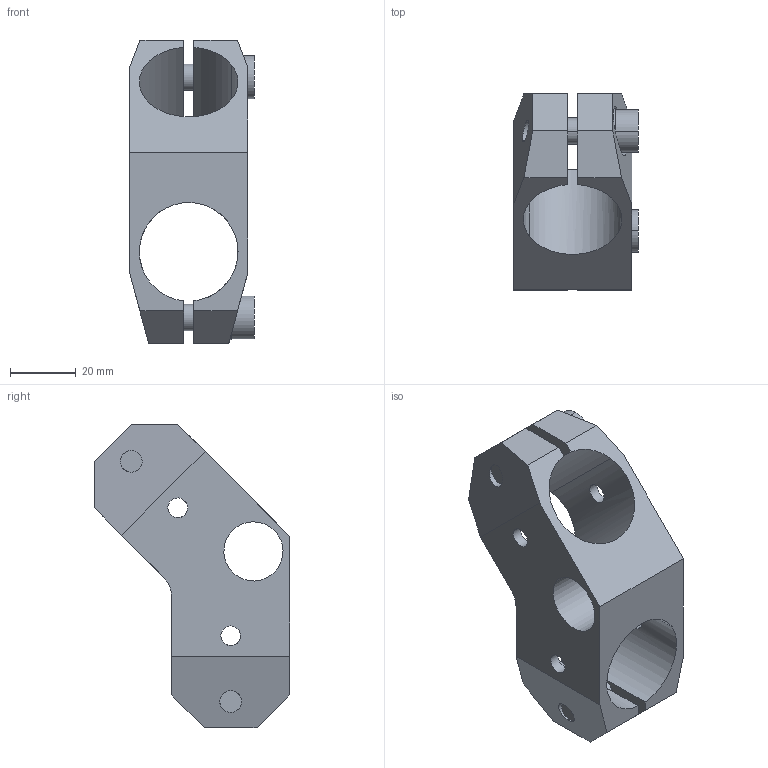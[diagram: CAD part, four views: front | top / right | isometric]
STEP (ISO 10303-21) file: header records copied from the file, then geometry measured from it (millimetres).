
FILE_DESCRIPTION(('CATIA V5 STEP'),'2;1');
FILE_NAME('AEGT144.stp','2018-07-30T00:09:18+00:00',('none'),('none'),'CATIA Version 5 Release 21 GA (IN-10)','CATIA V5 STEP AP214','none');
FILE_SCHEMA(('AUTOMOTIVE_DESIGN { 1 0 10303 214 1 1 1 1 }'));
Length unit declared in the file: millimetre
Products named in the file (1): AEGT144
Bounding box: 38 x 59.56 x 92.35 mm (x, y, z)
Volume: 55949.4 mm3; surface area: 23486.8 mm2
Topology: 1 solids, 1 shells, 79 faces, 201 edges, 134 vertices
Faces by surface type: cylinder 41, plane 38
Entity records: 2630 total; most frequent: CARTESIAN_POINT 788, ORIENTED_EDGE 402, DIRECTION 295, EDGE_CURVE 201, VERTEX_POINT 134, AXIS2_PLACEMENT_3D 119, VECTOR 115, LINE 115
